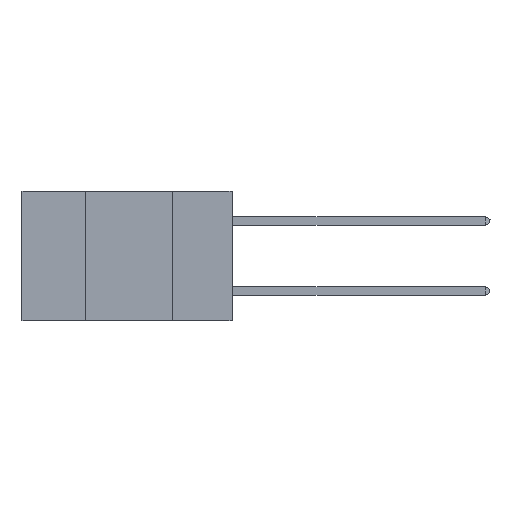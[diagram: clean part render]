
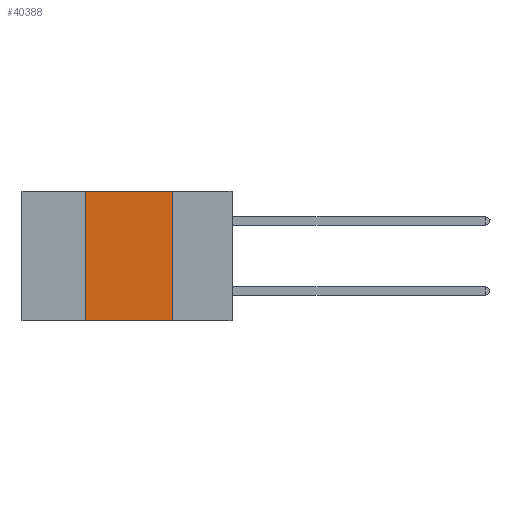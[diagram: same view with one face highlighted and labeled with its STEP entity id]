
A CAD part, left-side view. The second image highlights one B-rep face of the part: STEP entity #40388.
In plain terms, the highlighted planar face has unit normal (-1, 0, 0).
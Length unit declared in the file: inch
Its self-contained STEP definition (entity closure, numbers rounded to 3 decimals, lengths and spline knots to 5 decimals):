
#1223 = PLANE ( 'NONE',  #39175 ) ;
#1480 = VECTOR ( 'NONE', #8138, 39.37008 ) ;
#1847 = VECTOR ( 'NONE', #3577, 39.37008 ) ;
#3577 = DIRECTION ( 'NONE',  ( 0., -1., 0. ) ) ;
#4103 = FACE_OUTER_BOUND ( 'NONE', #38721, .T. ) ;
#5828 = CARTESIAN_POINT ( 'NONE',  ( 0., 0.42, -0.37 ) ) ;
#7539 = DIRECTION ( 'NONE',  ( 0., -1., 0. ) ) ;
#8138 = DIRECTION ( 'NONE',  ( 0., 0., 1. ) ) ;
#8510 = CARTESIAN_POINT ( 'NONE',  ( 0., 0.6, -0.37 ) ) ;
#9576 = VERTEX_POINT ( 'NONE', #5828 ) ;
#9590 = VERTEX_POINT ( 'NONE', #25390 ) ;
#9967 = CARTESIAN_POINT ( 'NONE',  ( 0., 0.6, 0. ) ) ;
#10716 = DIRECTION ( 'NONE',  ( 0., 0., -1. ) ) ;
#10913 = LINE ( 'NONE', #19980, #28210 ) ;
#11220 = CARTESIAN_POINT ( 'NONE',  ( 0., 0.42, 0. ) ) ;
#12033 = CARTESIAN_POINT ( 'NONE',  ( 0., 0.17, 0. ) ) ;
#14857 = VERTEX_POINT ( 'NONE', #12033 ) ;
#18678 = LINE ( 'NONE', #9967, #1847 ) ;
#19980 = CARTESIAN_POINT ( 'NONE',  ( 0., 0.17, 0. ) ) ;
#20552 = ORIENTED_EDGE ( 'NONE', *, *, #24598, .F. ) ;
#21949 = ORIENTED_EDGE ( 'NONE', *, *, #38386, .T. ) ;
#24146 = EDGE_CURVE ( 'NONE', #9590, #14857, #18678, .T. ) ;
#24598 = EDGE_CURVE ( 'NONE', #14857, #28781, #10913, .T. ) ;
#24873 = CARTESIAN_POINT ( 'NONE',  ( 0., 0.17, -0.37 ) ) ;
#25390 = CARTESIAN_POINT ( 'NONE',  ( 0., 0.42, 0. ) ) ;
#26477 = ORIENTED_EDGE ( 'NONE', *, *, #24146, .F. ) ;
#28210 = VECTOR ( 'NONE', #10716, 39.37008 ) ;
#28781 = VERTEX_POINT ( 'NONE', #24873 ) ;
#29248 = DIRECTION ( 'NONE',  ( 1., 0., 0. ) ) ;
#29830 = VECTOR ( 'NONE', #7539, 39.37008 ) ;
#31115 = ORIENTED_EDGE ( 'NONE', *, *, #34997, .F. ) ;
#32543 = CARTESIAN_POINT ( 'NONE',  ( 0., 0.6, 0. ) ) ;
#32871 = LINE ( 'NONE', #11220, #1480 ) ;
#34997 = EDGE_CURVE ( 'NONE', #9576, #9590, #32871, .T. ) ;
#35774 = LINE ( 'NONE', #8510, #29830 ) ;
#37563 = DIRECTION ( 'NONE',  ( 0., 0., -1. ) ) ;
#38386 = EDGE_CURVE ( 'NONE', #9576, #28781, #35774, .T. ) ;
#38721 = EDGE_LOOP ( 'NONE', ( #20552, #26477, #31115, #21949 ) ) ;
#39175 = AXIS2_PLACEMENT_3D ( 'NONE', #32543, #29248, #37563 ) ;
#40388 = ADVANCED_FACE ( 'NONE', ( #4103 ), #1223, .F. ) ;
